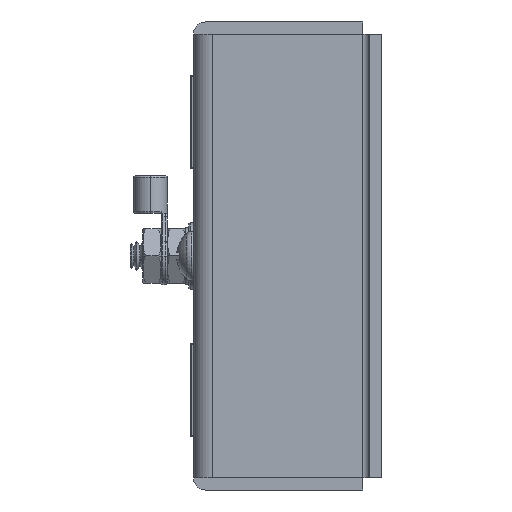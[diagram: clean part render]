
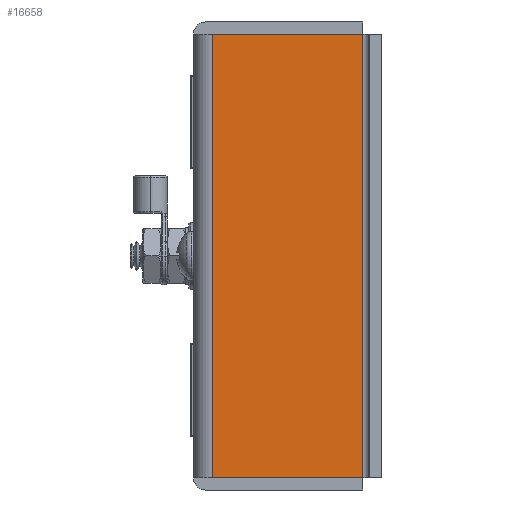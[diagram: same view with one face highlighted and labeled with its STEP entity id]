
A CAD part, left-side view. The second image highlights one B-rep face of the part: STEP entity #16658.
In plain terms, the highlighted planar face has unit normal (-1, 0, 0).
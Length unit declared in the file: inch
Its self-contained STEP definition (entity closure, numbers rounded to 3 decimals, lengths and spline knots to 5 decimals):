
#2560 = AXIS2_PLACEMENT_3D ( 'NONE', #5212, #5216, #5217 ) ;
#4436 = FACE_OUTER_BOUND ( 'NONE', #10023, .T. ) ;
#5212 = CARTESIAN_POINT ( 'NONE',  ( -1.6, -0.125, 1.475 ) ) ;
#5214 = PLANE ( 'NONE',  #2560 ) ;
#5216 = DIRECTION ( 'NONE',  ( 1., 0., 0. ) ) ;
#5217 = DIRECTION ( 'NONE',  ( 0., 1., 0. ) ) ;
#7179 = LINE ( 'NONE', #7936, #7183 ) ;
#7183 = VECTOR ( 'NONE', #7934, 39.37008 ) ;
#7225 = LINE ( 'NONE', #8002, #7228 ) ;
#7228 = VECTOR ( 'NONE', #8003, 39.37008 ) ;
#7229 = LINE ( 'NONE', #7993, #7231 ) ;
#7230 = LINE ( 'NONE', #8007, #7233 ) ;
#7231 = VECTOR ( 'NONE', #7994, 39.37008 ) ;
#7233 = VECTOR ( 'NONE', #8008, 39.37008 ) ;
#7934 = DIRECTION ( 'NONE',  ( 0., -1., 0. ) ) ;
#7936 = CARTESIAN_POINT ( 'NONE',  ( -1.6, -0.125, -1.475 ) ) ;
#7993 = CARTESIAN_POINT ( 'NONE',  ( -1.6, -1.125, 1.475 ) ) ;
#7994 = DIRECTION ( 'NONE',  ( 0., 0., -1. ) ) ;
#8002 = CARTESIAN_POINT ( 'NONE',  ( -1.6, -0.125, 1.475 ) ) ;
#8003 = DIRECTION ( 'NONE',  ( 0., 0., -1. ) ) ;
#8007 = CARTESIAN_POINT ( 'NONE',  ( -1.6, -0.125, 1.475 ) ) ;
#8008 = DIRECTION ( 'NONE',  ( 0., -1., 0. ) ) ;
#10023 = EDGE_LOOP ( 'NONE', ( #15644, #15645, #15646, #15647 ) ) ;
#14824 = VERTEX_POINT ( 'NONE', #23582 ) ;
#14825 = VERTEX_POINT ( 'NONE', #23583 ) ;
#14836 = VERTEX_POINT ( 'NONE', #23594 ) ;
#14839 = VERTEX_POINT ( 'NONE', #23597 ) ;
#15644 = ORIENTED_EDGE ( 'NONE', *, *, #17679, .T. ) ;
#15645 = ORIENTED_EDGE ( 'NONE', *, *, #17708, .F. ) ;
#15646 = ORIENTED_EDGE ( 'NONE', *, *, #17709, .F. ) ;
#15647 = ORIENTED_EDGE ( 'NONE', *, *, #17706, .T. ) ;
#16658 = ADVANCED_FACE ( 'NONE', ( #4436 ), #5214, .F. ) ;
#17679 = EDGE_CURVE ( 'NONE', #14825, #14824, #7179, .T. ) ;
#17706 = EDGE_CURVE ( 'NONE', #14836, #14825, #7225, .T. ) ;
#17708 = EDGE_CURVE ( 'NONE', #14839, #14824, #7229, .T. ) ;
#17709 = EDGE_CURVE ( 'NONE', #14836, #14839, #7230, .T. ) ;
#23582 = CARTESIAN_POINT ( 'NONE',  ( -1.6, -1.125, -1.475 ) ) ;
#23583 = CARTESIAN_POINT ( 'NONE',  ( -1.6, -0.125, -1.475 ) ) ;
#23594 = CARTESIAN_POINT ( 'NONE',  ( -1.6, -0.125, 1.475 ) ) ;
#23597 = CARTESIAN_POINT ( 'NONE',  ( -1.6, -1.125, 1.475 ) ) ;
